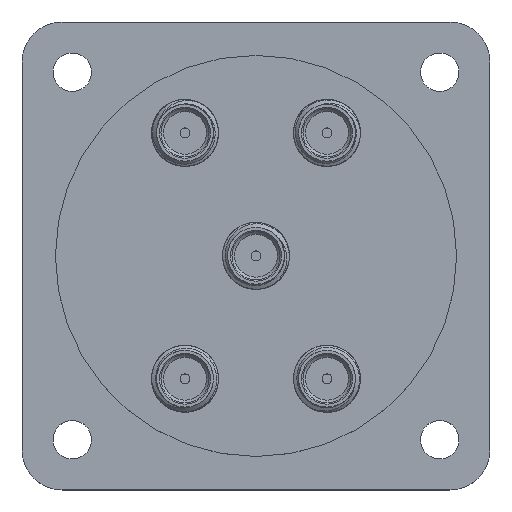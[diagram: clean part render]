
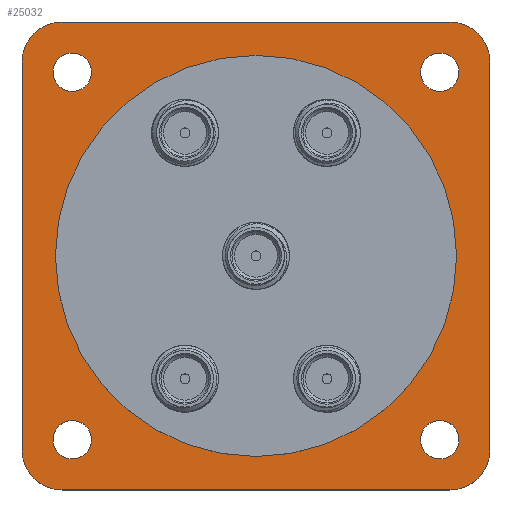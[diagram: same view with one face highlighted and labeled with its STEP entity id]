
A CAD part, top view. The second image highlights one B-rep face of the part: STEP entity #25032.
In plain terms, the highlighted planar face has unit normal (0, 0, 1).
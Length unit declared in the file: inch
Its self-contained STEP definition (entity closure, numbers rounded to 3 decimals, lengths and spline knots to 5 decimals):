
#77 = VERTEX_POINT ( 'NONE', #8077 ) ;
#169 = CIRCLE ( 'NONE', #8977, 0.15 ) ;
#191 = CIRCLE ( 'NONE', #14880, 0.75 ) ;
#1536 = AXIS2_PLACEMENT_3D ( 'NONE', #11233, #17533, #3213 ) ;
#1681 = DIRECTION ( 'NONE',  ( -1., 0., 0. ) ) ;
#1821 = CARTESIAN_POINT ( 'NONE',  ( -0.875, 0.725, -0.09 ) ) ;
#2099 = AXIS2_PLACEMENT_3D ( 'NONE', #8454, #12653, #24477 ) ;
#2441 = EDGE_LOOP ( 'NONE', ( #16549, #19376, #9344, #19351, #4062, #19169, #23199, #16151 ) ) ;
#2733 = CARTESIAN_POINT ( 'NONE',  ( -0.725, 0.725, -0.09 ) ) ;
#2873 = CIRCLE ( 'NONE', #4120, 0.15 ) ;
#3094 = CARTESIAN_POINT ( 'NONE',  ( -0.725, 0.875, -0.09 ) ) ;
#3213 = DIRECTION ( 'NONE',  ( 1., 0., 0. ) ) ;
#3396 = CARTESIAN_POINT ( 'NONE',  ( 0., 0., -0.09 ) ) ;
#3498 = DIRECTION ( 'NONE',  ( 0., -1., 0. ) ) ;
#3539 = VERTEX_POINT ( 'NONE', #1821 ) ;
#3585 = VERTEX_POINT ( 'NONE', #4043 ) ;
#4006 = CIRCLE ( 'NONE', #7765, 0.072 ) ;
#4043 = CARTESIAN_POINT ( 'NONE',  ( 0.875, -0.725, -0.09 ) ) ;
#4062 = ORIENTED_EDGE ( 'NONE', *, *, #4715, .T. ) ;
#4120 = AXIS2_PLACEMENT_3D ( 'NONE', #2733, #16652, #23212 ) ;
#4166 = FACE_BOUND ( 'NONE', #17395, .T. ) ;
#4266 = CARTESIAN_POINT ( 'NONE',  ( 0.687, -0.687, -0.09 ) ) ;
#4427 = EDGE_LOOP ( 'NONE', ( #16283 ) ) ;
#4648 = VERTEX_POINT ( 'NONE', #15354 ) ;
#4715 = EDGE_CURVE ( 'NONE', #25022, #18793, #10223, .T. ) ;
#5178 = EDGE_CURVE ( 'NONE', #25053, #25053, #14123, .T. ) ;
#5807 = EDGE_LOOP ( 'NONE', ( #15678 ) ) ;
#5988 = CARTESIAN_POINT ( 'NONE',  ( 0.725, 0.725, -0.09 ) ) ;
#6008 = CARTESIAN_POINT ( 'NONE',  ( -0.875, -0.875, -0.09 ) ) ;
#6090 = DIRECTION ( 'NONE',  ( 1., 0., 0. ) ) ;
#6121 = PLANE ( 'NONE',  #24379 ) ;
#7122 = CIRCLE ( 'NONE', #2099, 0.15 ) ;
#7425 = CARTESIAN_POINT ( 'NONE',  ( -0.725, -0.725, -0.09 ) ) ;
#7435 = CARTESIAN_POINT ( 'NONE',  ( 0.759, 0.687, -0.09 ) ) ;
#7608 = VERTEX_POINT ( 'NONE', #12863 ) ;
#7653 = CARTESIAN_POINT ( 'NONE',  ( -0.687, -0.687, -0.09 ) ) ;
#7765 = AXIS2_PLACEMENT_3D ( 'NONE', #7653, #11849, #25530 ) ;
#8077 = CARTESIAN_POINT ( 'NONE',  ( -0.615, 0.687, -0.09 ) ) ;
#8391 = VECTOR ( 'NONE', #11959, 39.37008 ) ;
#8454 = CARTESIAN_POINT ( 'NONE',  ( 0.725, -0.725, -0.09 ) ) ;
#8465 = EDGE_CURVE ( 'NONE', #18793, #3539, #2873, .T. ) ;
#8977 = AXIS2_PLACEMENT_3D ( 'NONE', #7425, #21480, #17019 ) ;
#9308 = DIRECTION ( 'NONE',  ( 0., 0., 1. ) ) ;
#9344 = ORIENTED_EDGE ( 'NONE', *, *, #12706, .T. ) ;
#9717 = LINE ( 'NONE', #6008, #25963 ) ;
#9840 = DIRECTION ( 'NONE',  ( -1., 0., 0. ) ) ;
#9946 = CARTESIAN_POINT ( 'NONE',  ( 0., 0., -0.09 ) ) ;
#10159 = ORIENTED_EDGE ( 'NONE', *, *, #12652, .F. ) ;
#10223 = LINE ( 'NONE', #17966, #17490 ) ;
#10487 = CARTESIAN_POINT ( 'NONE',  ( 0.725, -0.875, -0.09 ) ) ;
#10964 = CARTESIAN_POINT ( 'NONE',  ( -0.875, -0.725, -0.09 ) ) ;
#11233 = CARTESIAN_POINT ( 'NONE',  ( 0.687, 0.687, -0.09 ) ) ;
#11849 = DIRECTION ( 'NONE',  ( 0., 0., 1. ) ) ;
#11959 = DIRECTION ( 'NONE',  ( 0., 1., 0. ) ) ;
#12090 = CARTESIAN_POINT ( 'NONE',  ( 0.875, -0.875, -0.09 ) ) ;
#12345 = EDGE_LOOP ( 'NONE', ( #10159 ) ) ;
#12455 = EDGE_CURVE ( 'NONE', #20784, #3585, #7122, .T. ) ;
#12591 = AXIS2_PLACEMENT_3D ( 'NONE', #4266, #13858, #6090 ) ;
#12652 = EDGE_CURVE ( 'NONE', #77, #77, #14694, .T. ) ;
#12653 = DIRECTION ( 'NONE',  ( 0., 0., 1. ) ) ;
#12706 = EDGE_CURVE ( 'NONE', #3585, #7608, #25894, .T. ) ;
#12863 = CARTESIAN_POINT ( 'NONE',  ( 0.875, 0.725, -0.09 ) ) ;
#13209 = EDGE_CURVE ( 'NONE', #7608, #25022, #18043, .T. ) ;
#13623 = CARTESIAN_POINT ( 'NONE',  ( 0.725, 0.875, -0.09 ) ) ;
#13632 = EDGE_CURVE ( 'NONE', #16083, #16083, #25190, .T. ) ;
#13858 = DIRECTION ( 'NONE',  ( 0., 0., 1. ) ) ;
#14123 = CIRCLE ( 'NONE', #1536, 0.072 ) ;
#14534 = EDGE_LOOP ( 'NONE', ( #18267 ) ) ;
#14694 = CIRCLE ( 'NONE', #24354, 0.072 ) ;
#14768 = CARTESIAN_POINT ( 'NONE',  ( -0.75, 0., -0.09 ) ) ;
#14880 = AXIS2_PLACEMENT_3D ( 'NONE', #3396, #9308, #17445 ) ;
#15002 = EDGE_CURVE ( 'NONE', #20684, #20684, #191, .T. ) ;
#15354 = CARTESIAN_POINT ( 'NONE',  ( -0.725, -0.875, -0.09 ) ) ;
#15678 = ORIENTED_EDGE ( 'NONE', *, *, #16141, .F. ) ;
#16083 = VERTEX_POINT ( 'NONE', #21750 ) ;
#16105 = DIRECTION ( 'NONE',  ( -1., 0., 0. ) ) ;
#16116 = VERTEX_POINT ( 'NONE', #10964 ) ;
#16141 = EDGE_CURVE ( 'NONE', #20423, #20423, #4006, .T. ) ;
#16151 = ORIENTED_EDGE ( 'NONE', *, *, #19767, .T. ) ;
#16165 = DIRECTION ( 'NONE',  ( 0., 0., 1. ) ) ;
#16283 = ORIENTED_EDGE ( 'NONE', *, *, #13632, .F. ) ;
#16549 = ORIENTED_EDGE ( 'NONE', *, *, #21529, .T. ) ;
#16652 = DIRECTION ( 'NONE',  ( 0., 0., 1. ) ) ;
#16821 = ORIENTED_EDGE ( 'NONE', *, *, #15002, .F. ) ;
#17019 = DIRECTION ( 'NONE',  ( -1., 0., 0. ) ) ;
#17395 = EDGE_LOOP ( 'NONE', ( #16821 ) ) ;
#17445 = DIRECTION ( 'NONE',  ( -1., 0., 0. ) ) ;
#17490 = VECTOR ( 'NONE', #9840, 39.37008 ) ;
#17533 = DIRECTION ( 'NONE',  ( 0., 0., 1. ) ) ;
#17966 = CARTESIAN_POINT ( 'NONE',  ( -0.875, 0.875, -0.09 ) ) ;
#18043 = CIRCLE ( 'NONE', #24777, 0.15 ) ;
#18079 = DIRECTION ( 'NONE',  ( 0., 0., -1. ) ) ;
#18267 = ORIENTED_EDGE ( 'NONE', *, *, #5178, .F. ) ;
#18793 = VERTEX_POINT ( 'NONE', #3094 ) ;
#19169 = ORIENTED_EDGE ( 'NONE', *, *, #8465, .T. ) ;
#19351 = ORIENTED_EDGE ( 'NONE', *, *, #13209, .T. ) ;
#19376 = ORIENTED_EDGE ( 'NONE', *, *, #12455, .T. ) ;
#19509 = LINE ( 'NONE', #21494, #20579 ) ;
#19660 = FACE_OUTER_BOUND ( 'NONE', #2441, .T. ) ;
#19767 = EDGE_CURVE ( 'NONE', #16116, #4648, #169, .T. ) ;
#19850 = CARTESIAN_POINT ( 'NONE',  ( -0.687, 0.687, -0.09 ) ) ;
#19918 = FACE_BOUND ( 'NONE', #14534, .T. ) ;
#20048 = FACE_BOUND ( 'NONE', #5807, .T. ) ;
#20069 = DIRECTION ( 'NONE',  ( 1., 0., 0. ) ) ;
#20240 = DIRECTION ( 'NONE',  ( 1., 0., 0. ) ) ;
#20306 = DIRECTION ( 'NONE',  ( 0., 0., 1. ) ) ;
#20423 = VERTEX_POINT ( 'NONE', #24626 ) ;
#20579 = VECTOR ( 'NONE', #3498, 39.37008 ) ;
#20684 = VERTEX_POINT ( 'NONE', #14768 ) ;
#20784 = VERTEX_POINT ( 'NONE', #10487 ) ;
#21480 = DIRECTION ( 'NONE',  ( 0., 0., 1. ) ) ;
#21494 = CARTESIAN_POINT ( 'NONE',  ( -0.875, -0.875, -0.09 ) ) ;
#21529 = EDGE_CURVE ( 'NONE', #4648, #20784, #9717, .T. ) ;
#21750 = CARTESIAN_POINT ( 'NONE',  ( 0.759, -0.687, -0.09 ) ) ;
#23088 = EDGE_CURVE ( 'NONE', #3539, #16116, #19509, .T. ) ;
#23199 = ORIENTED_EDGE ( 'NONE', *, *, #23088, .T. ) ;
#23212 = DIRECTION ( 'NONE',  ( -1., 0., 0. ) ) ;
#24354 = AXIS2_PLACEMENT_3D ( 'NONE', #19850, #16165, #20240 ) ;
#24379 = AXIS2_PLACEMENT_3D ( 'NONE', #9946, #18079, #1681 ) ;
#24477 = DIRECTION ( 'NONE',  ( -1., 0., 0. ) ) ;
#24626 = CARTESIAN_POINT ( 'NONE',  ( -0.615, -0.687, -0.09 ) ) ;
#24777 = AXIS2_PLACEMENT_3D ( 'NONE', #5988, #20306, #16105 ) ;
#25022 = VERTEX_POINT ( 'NONE', #13623 ) ;
#25032 = ADVANCED_FACE ( 'NONE', ( #20048, #25836, #19918, #25965, #4166, #19660 ), #6121, .F. ) ;
#25053 = VERTEX_POINT ( 'NONE', #7435 ) ;
#25190 = CIRCLE ( 'NONE', #12591, 0.072 ) ;
#25530 = DIRECTION ( 'NONE',  ( 1., 0., 0. ) ) ;
#25836 = FACE_BOUND ( 'NONE', #4427, .T. ) ;
#25894 = LINE ( 'NONE', #12090, #8391 ) ;
#25963 = VECTOR ( 'NONE', #20069, 39.37008 ) ;
#25965 = FACE_BOUND ( 'NONE', #12345, .T. ) ;
